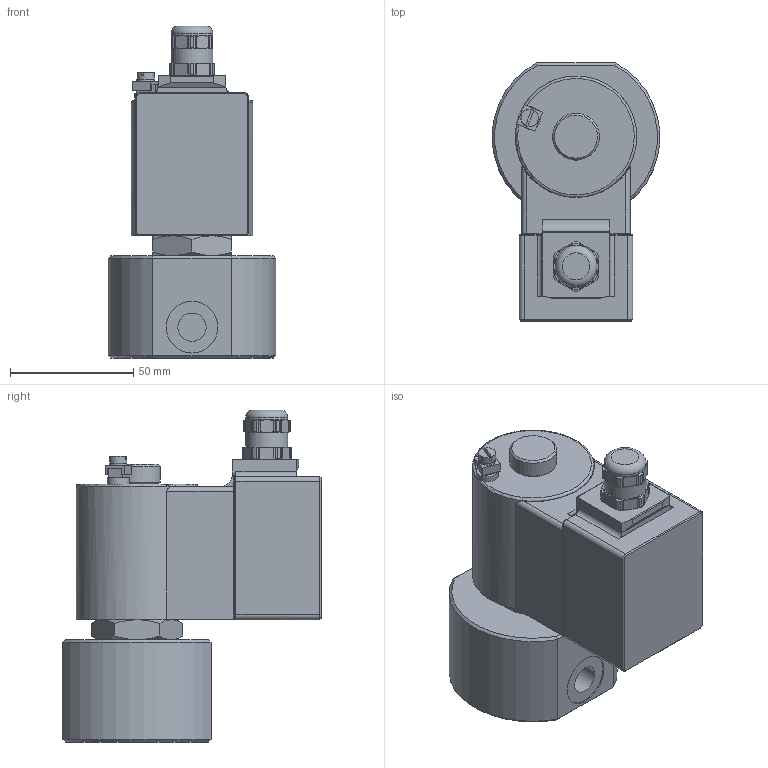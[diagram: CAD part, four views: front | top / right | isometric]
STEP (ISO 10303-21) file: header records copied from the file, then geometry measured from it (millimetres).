
FILE_DESCRIPTION(/* description */ ('3D-Modell'),/* implementation_level */ '2;1');
FILE_NAME(/* name */ '055.000170_A5542-1004-.808.stp',/* time_stamp */ '2021-11-16T07:26:53+01:00',/* author */ ('CBeuthner'),/* organization */ (''),/* preprocessor_version */ 'ST-DEVELOPER v16.1',/* originating_system */ 'Autodesk Inventor 2016',/* authorisation */ '');
FILE_SCHEMA (('CONFIG_CONTROL_DESIGN'));
Length unit declared in the file: millimetre
Products named in the file (1): 88-005366
Bounding box: 67.77 x 104.6 x 134.5 mm (x, y, z)
Volume: 401823.5 mm3; surface area: 48682.1 mm2
Topology: 2 solids, 2 shells, 240 faces, 582 edges, 358 vertices
Faces by surface type: plane 106, cylinder 74, cone 46, torus 10, bspline 4
Full cylindrical faces by diameter (mm): 4.917 x2, 7 x1, 7.1 x1, 9 x1, 11.445 x2, 17 x2, 19 x1, 21 x2, 49.2 x1
Entity records: 7800 total; most frequent: CARTESIAN_POINT 2386, ORIENTED_EDGE 1120, DIRECTION 996, EDGE_CURVE 559, AXIS2_PLACEMENT_3D 390, VERTEX_POINT 353, EDGE_LOOP 271, FACE_OUTER_BOUND 240
